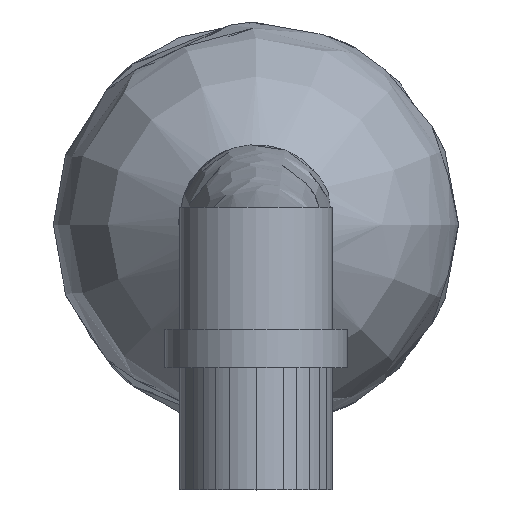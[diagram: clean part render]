
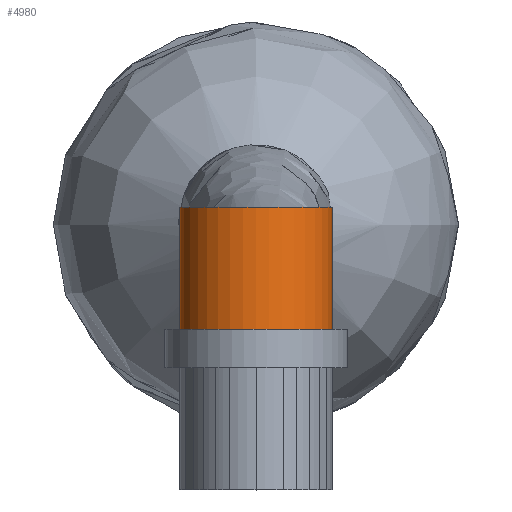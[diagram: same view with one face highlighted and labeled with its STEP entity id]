
A CAD part, top view. The second image highlights one B-rep face of the part: STEP entity #4980.
In plain terms, the highlighted free-form (B-spline) face has degree [2, 1] with [9, 2] control points.
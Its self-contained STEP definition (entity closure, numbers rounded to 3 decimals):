
#4520 = CARTESIAN_POINT ('', (5., -7., 70.));
#4530 = VERTEX_POINT ('', #4520);
#4540 = CARTESIAN_POINT ('', (5., 1., 70.));
#4550 = VERTEX_POINT ('', #4540);
#4560 = CARTESIAN_POINT ('', (5., -7., 70.));
#4570 = DIRECTION ('', (0., 8., 0.));
#4580 = VECTOR ('', #4570, 8.);
#4590 = LINE ('', #4560, #4580);
#4600 = EDGE_CURVE ('', #4530, #4550, #4590, .T.);
#4610 = ORIENTED_EDGE ('', *, *, #4600, .F.);
#4620 = CARTESIAN_POINT ('', (0., -7., 70.));
#4630 = DIRECTION ('', (0., 1., 0.));
#4640 = DIRECTION ('', (1., 0., 0.));
#4650 = AXIS2_PLACEMENT_3D ('', #4620, #4630, #4640);
#4660 = CIRCLE ('', #4650, 5.);
#4670 = EDGE_CURVE ('', #4530, #4530, #4660, .T.);
#4680 = ORIENTED_EDGE ('', *, *, #4670, .T.);
#4690 = ORIENTED_EDGE ('', *, *, #4600, .T.);
#4700 = CARTESIAN_POINT ('', (0., 1., 70.));
#4710 = DIRECTION ('', (0., 1., 0.));
#4720 = DIRECTION ('', (1., 0., 0.));
#4730 = AXIS2_PLACEMENT_3D ('', #4700, #4710, #4720);
#4740 = CIRCLE ('', #4730, 5.);
#4750 = EDGE_CURVE ('', #4550, #4550, #4740, .T.);
#4760 = ORIENTED_EDGE ('', *, *, #4750, .F.);
#4770 = EDGE_LOOP ('', (#4610, #4680, #4690, #4760));
#4780 = FACE_OUTER_BOUND ('', #4770, .T.);
#4790 = CARTESIAN_POINT ('', (5., -7., 70.));
#4800 = CARTESIAN_POINT ('', (5., 1., 70.));
#4810 = CARTESIAN_POINT ('', (5., -7., 65.));
#4820 = CARTESIAN_POINT ('', (5., 1., 65.));
#4830 = CARTESIAN_POINT ('', (0., -7., 65.));
#4840 = CARTESIAN_POINT ('', (0., 1., 65.));
#4850 = CARTESIAN_POINT ('', (-5., -7., 65.));
#4860 = CARTESIAN_POINT ('', (-5., 1., 65.));
#4870 = CARTESIAN_POINT ('', (-5., -7., 70.));
#4880 = CARTESIAN_POINT ('', (-5., 1., 70.));
#4890 = CARTESIAN_POINT ('', (-5., -7., 75.));
#4900 = CARTESIAN_POINT ('', (-5., 1., 75.));
#4910 = CARTESIAN_POINT ('', (0., -7., 75.));
#4920 = CARTESIAN_POINT ('', (0., 1., 75.));
#4930 = CARTESIAN_POINT ('', (5., -7., 75.));
#4940 = CARTESIAN_POINT ('', (5., 1., 75.));
#4950 = CARTESIAN_POINT ('', (5., -7., 70.));
#4960 = CARTESIAN_POINT ('', (5., 1., 70.));
#4970 = (
   BOUNDED_SURFACE ()
   B_SPLINE_SURFACE (2, 1, ((#4790, #4800), (#4810, #4820), (#4830, #4840), (#4850, #4860), (#4870, #4880), (#4890, #4900), (#4910, #4920), (#4930, #4940), (#4950, #4960)), .UNSPECIFIED., .T., .F., .U.)
   B_SPLINE_SURFACE_WITH_KNOTS ((3, 2, 2, 2, 3), (2, 2), (0., 7.854, 15.708, 23.562, 31.416), (0., 8.), .UNSPECIFIED.)
   SURFACE ()
   GEOMETRIC_REPRESENTATION_ITEM ()
   RATIONAL_B_SPLINE_SURFACE (((1., 1.), (0.707, 0.707), (1., 1.), (0.707, 0.707), (1., 1.), (0.707, 0.707), (1., 1.), (0.707, 0.707), (1., 1.)))
   REPRESENTATION_ITEM ('')
);
#4980 = ADVANCED_FACE ('', (#4780), #4970, .T.);
